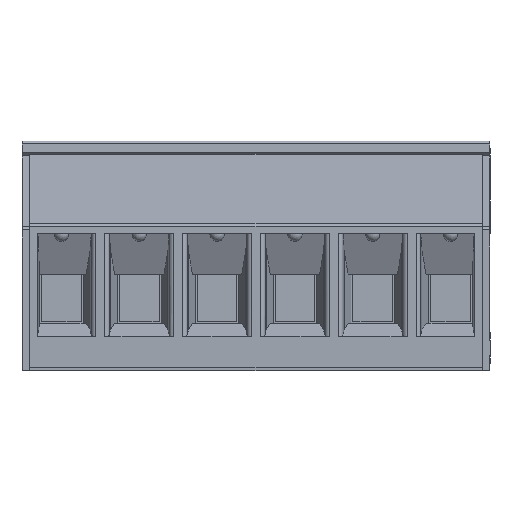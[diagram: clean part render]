
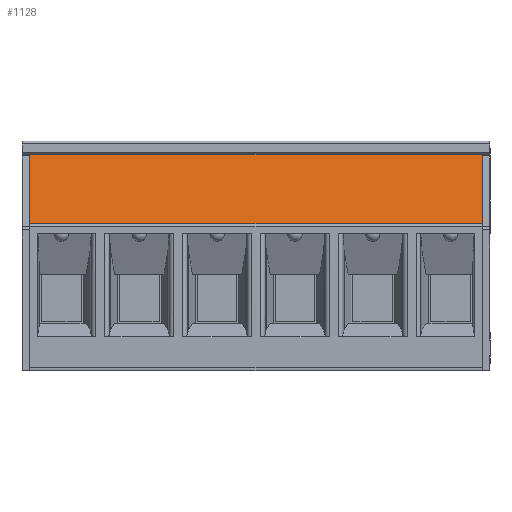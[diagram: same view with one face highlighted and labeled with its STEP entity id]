
A CAD part, front view. The second image highlights one B-rep face of the part: STEP entity #1128.
In plain terms, the highlighted planar face has unit normal (0, -0.985, 0.174).
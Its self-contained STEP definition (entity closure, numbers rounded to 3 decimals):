
#1128=ADVANCED_FACE('',(#3399),#3400,.T.);
#3399=FACE_OUTER_BOUND('',#6052,.T.);
#3400=PLANE('',#6053);
#6052=EDGE_LOOP('',(#14482,#14483,#14484,#14485));
#6053=AXIS2_PLACEMENT_3D('',#14486,#14487,#14488);
#14482=ORIENTED_EDGE('',*,*,#20480,.F.);
#14483=ORIENTED_EDGE('',*,*,#18822,.F.);
#14484=ORIENTED_EDGE('',*,*,#20435,.T.);
#14485=ORIENTED_EDGE('',*,*,#20481,.T.);
#14486=CARTESIAN_POINT('',(0.439,0.892,14.264));
#14487=DIRECTION('',(0.0,-0.985,0.174));
#14488=DIRECTION('',(-1.0,0.0,0.0));
#18822=EDGE_CURVE('',#23269,#23271,#23272,.T.);
#20435=EDGE_CURVE('',#23269,#25919,#25920,.T.);
#20480=EDGE_CURVE('',#23271,#25989,#25990,.T.);
#20481=EDGE_CURVE('',#25919,#25989,#25991,.T.);
#23269=VERTEX_POINT('',#30240);
#23271=VERTEX_POINT('',#30243);
#23272=LINE('',#30244,#30245);
#25919=VERTEX_POINT('',#34351);
#25920=LINE('',#34352,#34353);
#25989=VERTEX_POINT('',#34463);
#25990=LINE('',#34464,#34465);
#25991=LINE('',#34466,#34467);
#30240=CARTESIAN_POINT('',(29.99,0.872,14.15));
#30243=CARTESIAN_POINT('',(29.99,0.07,9.6));
#30244=CARTESIAN_POINT('',(29.99,0.872,14.15));
#30245=VECTOR('',#38210,1.0);
#34351=CARTESIAN_POINT('',(0.49,0.872,14.15));
#34352=CARTESIAN_POINT('',(2.54,0.872,14.15));
#34353=VECTOR('',#40159,1.0);
#34463=CARTESIAN_POINT('',(0.49,0.07,9.6));
#34464=CARTESIAN_POINT('',(2.54,0.07,9.6));
#34465=VECTOR('',#40210,1.0);
#34466=CARTESIAN_POINT('',(0.49,0.872,14.15));
#34467=VECTOR('',#40211,1.0);
#38210=DIRECTION('',(0.0,-0.174,-0.985));
#40159=DIRECTION('',(-1.0,0.0,0.0));
#40210=DIRECTION('',(-1.0,0.0,0.0));
#40211=DIRECTION('',(0.0,-0.174,-0.985));
